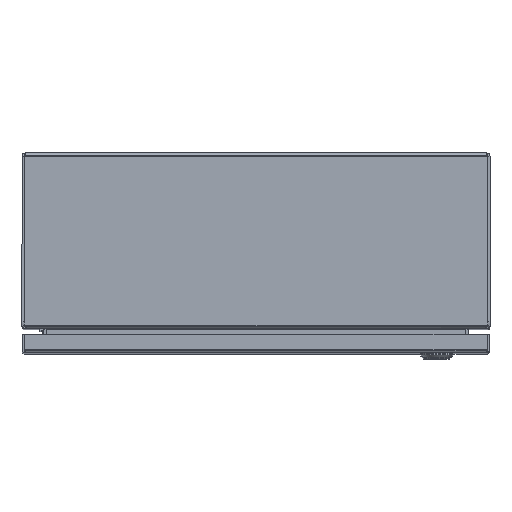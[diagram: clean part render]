
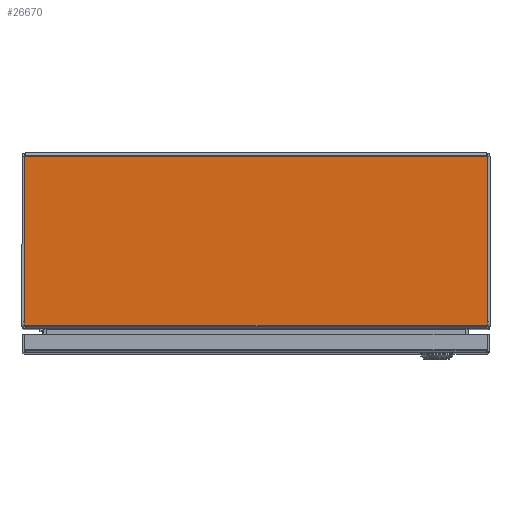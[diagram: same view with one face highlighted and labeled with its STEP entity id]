
A CAD part, top view. The second image highlights one B-rep face of the part: STEP entity #26670.
In plain terms, the highlighted planar face has unit normal (0, 0, 1).
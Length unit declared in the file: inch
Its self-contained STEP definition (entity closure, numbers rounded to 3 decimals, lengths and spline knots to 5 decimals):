
#3 = EDGE_CURVE ( 'NONE', #2172, #19887, #26069, .T. ) ;
#515 = LINE ( 'NONE', #9807, #18072 ) ;
#2172 = VERTEX_POINT ( 'NONE', #25449 ) ;
#3580 = DIRECTION ( 'NONE',  ( 0., 0., -1. ) ) ;
#4503 = DIRECTION ( 'NONE',  ( 0., 0., -1. ) ) ;
#5157 = VECTOR ( 'NONE', #24737, 39.37008 ) ;
#5507 = CIRCLE ( 'NONE', #26581, 0.38236 ) ;
#8997 = VERTEX_POINT ( 'NONE', #16109 ) ;
#9513 = CARTESIAN_POINT ( 'NONE',  ( -7.92789, -0.108, 15. ) ) ;
#9807 = CARTESIAN_POINT ( 'NONE',  ( 55.298, -5.892, 15. ) ) ;
#10076 = ORIENTED_EDGE ( 'NONE', *, *, #28514, .F. ) ;
#10873 = DIRECTION ( 'NONE',  ( 0., -1., 0. ) ) ;
#11180 = VERTEX_POINT ( 'NONE', #21907 ) ;
#11873 = AXIS2_PLACEMENT_3D ( 'NONE', #27325, #4503, #13654 ) ;
#12462 = CARTESIAN_POINT ( 'NONE',  ( 7.90555, -5.892, 15. ) ) ;
#12552 = EDGE_CURVE ( 'NONE', #13658, #2172, #26786, .T. ) ;
#12725 = VERTEX_POINT ( 'NONE', #9513 ) ;
#13515 = FACE_OUTER_BOUND ( 'NONE', #26554, .T. ) ;
#13537 = EDGE_CURVE ( 'NONE', #8997, #11180, #5507, .T. ) ;
#13654 = DIRECTION ( 'NONE',  ( 0., 1., 0. ) ) ;
#13658 = VERTEX_POINT ( 'NONE', #24537 ) ;
#14016 = DIRECTION ( 'NONE',  ( -1., 0., 0. ) ) ;
#14982 = ORIENTED_EDGE ( 'NONE', *, *, #22461, .F. ) ;
#15373 = CARTESIAN_POINT ( 'NONE',  ( 7.92789, -0.108, 15. ) ) ;
#15670 = DIRECTION ( 'NONE',  ( 0., 0., -1. ) ) ;
#16109 = CARTESIAN_POINT ( 'NONE',  ( -7.90555, -5.892, 15. ) ) ;
#16413 = VECTOR ( 'NONE', #10873, 39.37008 ) ;
#17280 = EDGE_CURVE ( 'NONE', #12725, #11180, #19807, .T. ) ;
#17524 = DIRECTION ( 'NONE',  ( 0., 1., 0. ) ) ;
#18072 = VECTOR ( 'NONE', #14016, 39.37008 ) ;
#19807 = LINE ( 'NONE', #24593, #5157 ) ;
#19887 = VERTEX_POINT ( 'NONE', #12462 ) ;
#20410 = PLANE ( 'NONE',  #11873 ) ;
#21421 = ORIENTED_EDGE ( 'NONE', *, *, #3, .F. ) ;
#21907 = CARTESIAN_POINT ( 'NONE',  ( -7.92789, -5.76322, 15. ) ) ;
#22289 = DIRECTION ( 'NONE',  ( 0., 1., 0. ) ) ;
#22461 = EDGE_CURVE ( 'NONE', #12725, #13658, #27088, .T. ) ;
#24054 = ORIENTED_EDGE ( 'NONE', *, *, #13537, .F. ) ;
#24537 = CARTESIAN_POINT ( 'NONE',  ( 7.92789, -0.108, 15. ) ) ;
#24547 = ORIENTED_EDGE ( 'NONE', *, *, #12552, .F. ) ;
#24593 = CARTESIAN_POINT ( 'NONE',  ( -7.92789, -0.108, 15. ) ) ;
#24631 = ORIENTED_EDGE ( 'NONE', *, *, #17280, .T. ) ;
#24677 = CARTESIAN_POINT ( 'NONE',  ( -7.54553, -5.76322, 15. ) ) ;
#24737 = DIRECTION ( 'NONE',  ( 0., -1., 0. ) ) ;
#24829 = DIRECTION ( 'NONE',  ( 1., 0., 0. ) ) ;
#25109 = AXIS2_PLACEMENT_3D ( 'NONE', #26990, #3580, #17524 ) ;
#25449 = CARTESIAN_POINT ( 'NONE',  ( 7.92789, -5.76322, 15. ) ) ;
#25884 = VECTOR ( 'NONE', #24829, 39.37008 ) ;
#26069 = CIRCLE ( 'NONE', #25109, 0.38236 ) ;
#26554 = EDGE_LOOP ( 'NONE', ( #24054, #10076, #21421, #24547, #14982, #24631 ) ) ;
#26581 = AXIS2_PLACEMENT_3D ( 'NONE', #24677, #15670, #22289 ) ;
#26670 = ADVANCED_FACE ( 'NONE', ( #13515 ), #20410, .F. ) ;
#26786 = LINE ( 'NONE', #15373, #16413 ) ;
#26947 = CARTESIAN_POINT ( 'NONE',  ( -7.892, -0.108, 15. ) ) ;
#26990 = CARTESIAN_POINT ( 'NONE',  ( 7.54553, -5.76322, 15. ) ) ;
#27088 = LINE ( 'NONE', #26947, #25884 ) ;
#27325 = CARTESIAN_POINT ( 'NONE',  ( 55.298, -0.072, 15. ) ) ;
#28514 = EDGE_CURVE ( 'NONE', #19887, #8997, #515, .T. ) ;
